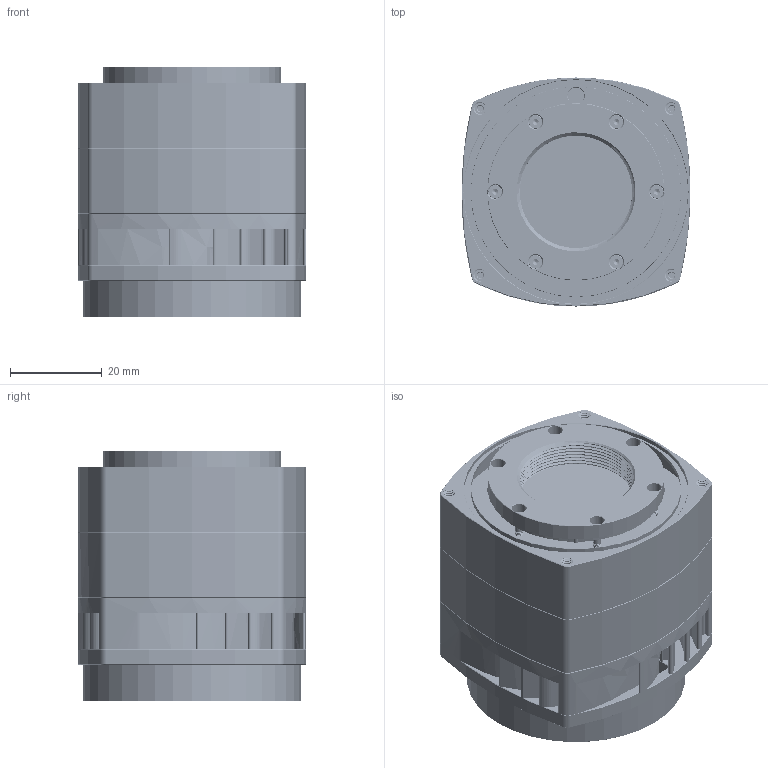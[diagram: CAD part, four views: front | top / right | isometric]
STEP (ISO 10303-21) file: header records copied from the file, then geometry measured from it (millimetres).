
FILE_DESCRIPTION(/* description */ (''),/* implementation_level */ '2;1');
FILE_NAME(/* name */ 'DRW-MJ042(KAI-04070)-CS.stp',/* time_stamp */ '2016-12-19T13:22:07+01:00',/* author */ (''),/* organization */ (''),/* preprocessor_version */ 'ST-DEVELOPER v16',/* originating_system */ 'SIEMENS PLM Software NX 11.0',/* authorisation */ '');
FILE_SCHEMA (('AUTOMOTIVE_DESIGN { 1 0 10303 214 3 1 1 1 }'));
Products named in the file (22): KAI-04070-GLASS; KAI-04070-BODY; BoardMJ805; BoardMJ8U; Fan; Body; USB-TYPE-C; IO-CONN; SCREW-M1.6X15-TX; SCREW-M1.6X3-TX; MECH-MJ805-CM; MECH-MJ805-RING; MECH-MJ805-FIL-GLASS; MECH-MJ805-FAN-FF; MECH-MJ805-FAN-FT; MECH-MJ805-HD805-VIS; MECH-MJ805-FH-VIS; KAI-04070-SENSOR; MJ805_step; Mj8U_step; Fan1; ASSEMBLY-MJ805-VIS
Assembly tree (29 placements, depth 3):
  ASSEMBLY-MJ805-VIS
    MECH-MJ805-FH-VIS
    MECH-MJ805-HD805-VIS
    MECH-MJ805-FAN-FT
    MECH-MJ805-FAN-FF
    MECH-MJ805-FIL-GLASS
    MECH-MJ805-RING
    MECH-MJ805-CM
    SCREW-M1.6X3-TX  x6
    SCREW-M1.6X15-TX  x4
    IO-CONN
    USB-TYPE-C
    Fan1
      Body
      Fan
    Mj8U_step
      BoardMJ8U
    MJ805_step
      BoardMJ805
    KAI-04070-SENSOR
      KAI-04070-BODY
      KAI-04070-GLASS
Bounding box: 49.99 x 49.99 x 54.7 mm (x, y, z)
Volume: 42153.3 mm3; surface area: 61104.5 mm2
Topology: 32 solids, 36 shells, 3680 faces, 9786 edges, 6295 vertices
Faces by surface type: plane 1890, cylinder 946, bspline 468, cone 366, torus 9, extrusion 1
Full cylindrical faces by diameter (mm): 0.15 x11, 0.46 x65, 0.5 x6, 0.512 x3, 0.57 x2, 0.7 x2, 0.91 x67, 1 x65, 1.3 x56, 1.6 x41, 1.75 x1, 2 x2, 2.5 x44, 2.95 x10, 3.2 x10, 3.6 x1, 4.6 x1, 5.1 x1, 10.5 x1, 13 x1, 28 x1, 29.6 x1, 30 x2, 30.5 x1, 33.5 x1, 37.5 x1, 38.4 x1, 38.75 x1, 46 x1, 47.6 x1
Entity records: 194609 total; most frequent: CARTESIAN_POINT 107728, ORIENTED_EDGE 17407, DIRECTION 14549, EDGE_CURVE 8726, VERTEX_POINT 5766, AXIS2_PLACEMENT_3D 4859, VECTOR 4831, LINE 4830
